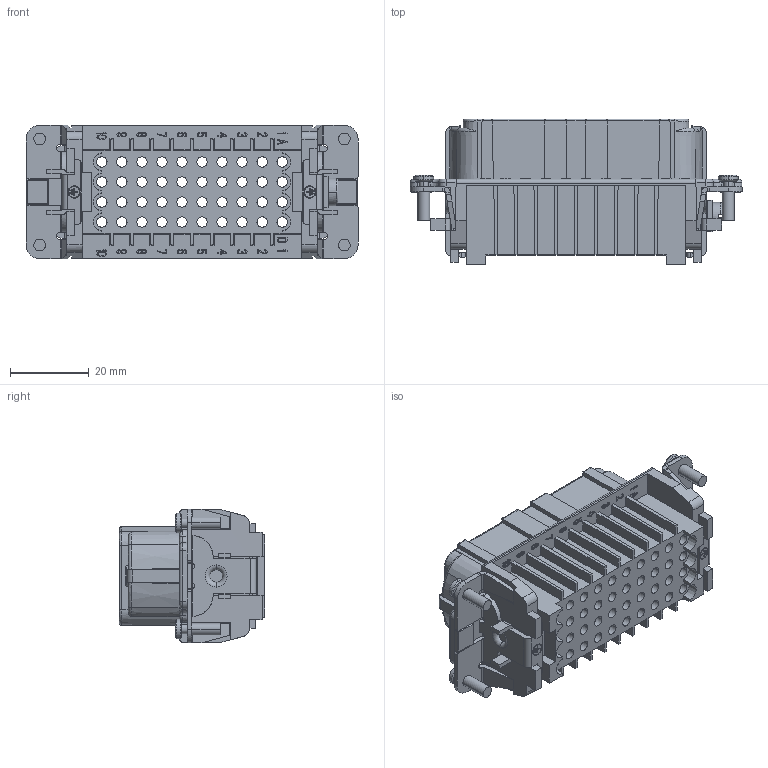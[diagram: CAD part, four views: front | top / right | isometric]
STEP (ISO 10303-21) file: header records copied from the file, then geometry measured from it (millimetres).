
FILE_DESCRIPTION((''),'2;1');
FILE_NAME('HD-040-FC_Z','2017-08-21T',('tl.yang'),(''),'PRO/ENGINEER BY PARAMETRIC TECHNOLOGY CORPORATION, 2011500','PRO/ENGINEER BY PARAMETRIC TECHNOLOGY CORPORATION, 2011500','');
FILE_SCHEMA(('CONFIG_CONTROL_DESIGN'));
Products named in the file (1): HD-040-FC_Z
Bounding box: 84.5 x 37.1 x 34 mm (x, y, z)
Volume: 42730.8 mm3; surface area: 30624 mm2
Topology: 1 solids, 1 shells, 2969 faces, 8237 edges, 5412 vertices
Faces by surface type: plane 2393, cylinder 308, cone 164, bspline 76, torus 28
Entity records: 96036 total; most frequent: CARTESIAN_POINT 19649, ORIENTED_EDGE 16474, DIRECTION 14709, EDGE_CURVE 8237, VECTOR 7171, LINE 7171, VERTEX_POINT 5412, AXIS2_PLACEMENT_3D 3769
